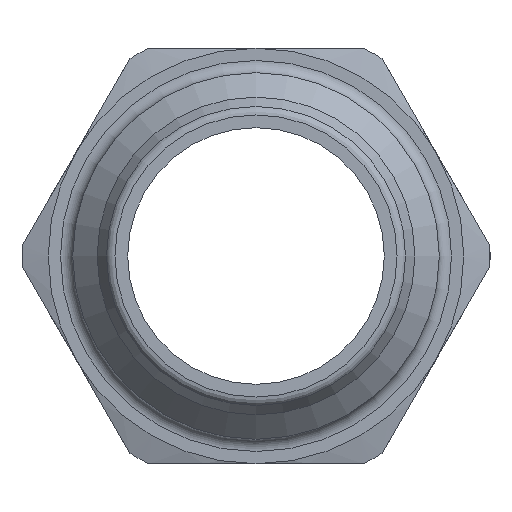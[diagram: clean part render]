
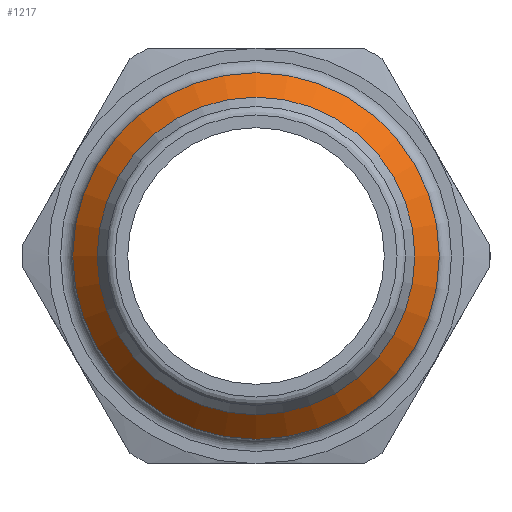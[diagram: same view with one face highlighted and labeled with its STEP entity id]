
A CAD part, left-side view. The second image highlights one B-rep face of the part: STEP entity #1217.
In plain terms, the highlighted conical face has half-angle 45 degrees and reference radius 7 mm.
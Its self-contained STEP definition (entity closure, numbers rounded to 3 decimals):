
#1183=CARTESIAN_POINT('',(6.65,6.5,0.0));
#1184=VERTEX_POINT('',#1183);
#1185=CARTESIAN_POINT('',(6.65,0.,0.0));
#1186=DIRECTION('',(1.0,0.0,0.0));
#1187=DIRECTION('',(0.0,1.0,0.0));
#1188=AXIS2_PLACEMENT_3D('',#1185,#1186,#1187);
#1189=CIRCLE('',#1188,6.5);
#1190=EDGE_CURVE('',#1184,#1184,#1189,.T.);
#1198=CARTESIAN_POINT('',(7.15,0.,0.0));
#1199=DIRECTION('',(1.0,0.,0.0));
#1200=DIRECTION('',(0.0,1.0,0.0));
#1201=AXIS2_PLACEMENT_3D('',#1198,#1199,#1200);
#1202=CONICAL_SURFACE('',#1201,7.0,45.);
#1203=CARTESIAN_POINT('',(7.65,7.5,0.0));
#1204=VERTEX_POINT('',#1203);
#1205=CARTESIAN_POINT('',(7.65,0.,0.0));
#1206=DIRECTION('',(1.0,0.0,0.0));
#1207=DIRECTION('',(0.0,1.0,0.0));
#1208=AXIS2_PLACEMENT_3D('',#1205,#1206,#1207);
#1209=CIRCLE('',#1208,7.5);
#1210=EDGE_CURVE('',#1204,#1204,#1209,.T.);
#1211=ORIENTED_EDGE('',*,*,#1210,.F.);
#1212=EDGE_LOOP('',(#1211));
#1213=FACE_OUTER_BOUND('',#1212,.T.);
#1214=ORIENTED_EDGE('',*,*,#1190,.T.);
#1215=EDGE_LOOP('',(#1214));
#1216=FACE_BOUND('',#1215,.T.);
#1217=ADVANCED_FACE('',(#1213,#1216),#1202,.T.);
